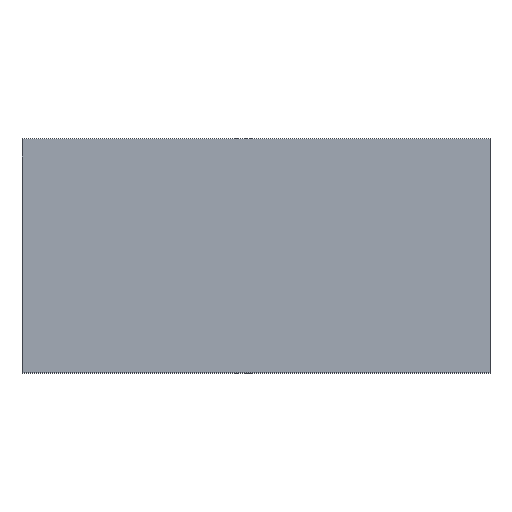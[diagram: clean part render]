
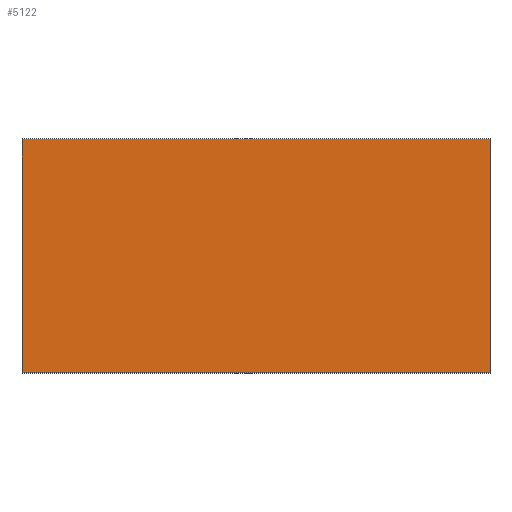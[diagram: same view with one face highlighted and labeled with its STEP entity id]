
A CAD part, top view. The second image highlights one B-rep face of the part: STEP entity #5122.
In plain terms, the highlighted planar face has unit normal (0, 0, 1).
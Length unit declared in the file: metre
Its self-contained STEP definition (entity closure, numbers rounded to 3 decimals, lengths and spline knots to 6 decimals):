
#5083=CARTESIAN_POINT('NONE',(1.0,0.0,0.75));
#5084=DIRECTION('NONE',(0.0,0.0,1.0));
#5085=DIRECTION('NONE',(1.0,0.0,0.0));
#5086=AXIS2_PLACEMENT_3D('NONE',#5083,#5084,#5085);
#5087=PLANE('NONE',#5086);
#5088=CARTESIAN_POINT('NONE',(-1.0,1.0,0.75));
#5089=VERTEX_POINT('NONE',#5088);
#5090=CARTESIAN_POINT('NONE',(-1.0,-1.0,0.75));
#5091=VERTEX_POINT('NONE',#5090);
#5092=CARTESIAN_POINT('NONE',(-1.0,1.0,0.75));
#5093=DIRECTION('NONE',(0.0,-1.0,0.0));
#5094=VECTOR('NONE',#5093,2.0);
#5095=LINE('NONE',#5092,#5094);
#5096=EDGE_CURVE('NONE',#5089,#5091,#5095,.T.);
#5097=ORIENTED_EDGE('NONE',*,*,#5096,.T.);
#5098=CARTESIAN_POINT('NONE',(3.0,-1.0,0.75));
#5099=VERTEX_POINT('NONE',#5098);
#5100=CARTESIAN_POINT('NONE',(-1.0,-1.0,0.75));
#5101=DIRECTION('NONE',(1.0,0.0,0.0));
#5102=VECTOR('NONE',#5101,4.0);
#5103=LINE('NONE',#5100,#5102);
#5104=EDGE_CURVE('NONE',#5091,#5099,#5103,.T.);
#5105=ORIENTED_EDGE('NONE',*,*,#5104,.T.);
#5106=CARTESIAN_POINT('NONE',(3.0,1.0,0.75));
#5107=VERTEX_POINT('NONE',#5106);
#5108=CARTESIAN_POINT('NONE',(3.0,-1.0,0.75));
#5109=DIRECTION('NONE',(0.0,1.0,0.0));
#5110=VECTOR('NONE',#5109,2.0);
#5111=LINE('NONE',#5108,#5110);
#5112=EDGE_CURVE('NONE',#5099,#5107,#5111,.T.);
#5113=ORIENTED_EDGE('NONE',*,*,#5112,.T.);
#5114=CARTESIAN_POINT('NONE',(3.0,1.0,0.75));
#5115=DIRECTION('NONE',(-1.0,0.0,0.0));
#5116=VECTOR('NONE',#5115,4.0);
#5117=LINE('NONE',#5114,#5116);
#5118=EDGE_CURVE('NONE',#5107,#5089,#5117,.T.);
#5119=ORIENTED_EDGE('NONE',*,*,#5118,.T.);
#5120=EDGE_LOOP('',(#5097,#5105,#5113,#5119));
#5121=FACE_OUTER_BOUND('',#5120,.T.);
#5122=ADVANCED_FACE('NONE',(#5121),#5087,.T.);
